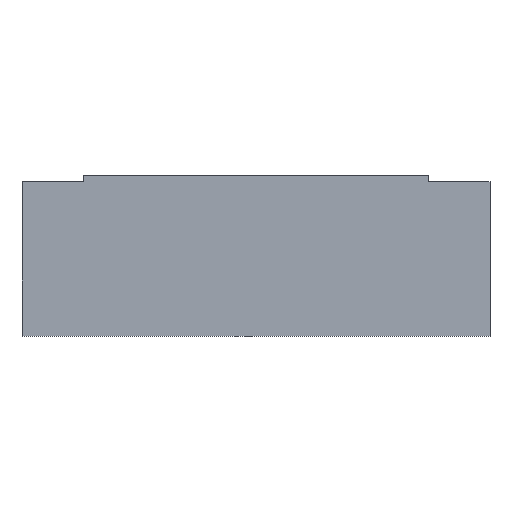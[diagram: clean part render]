
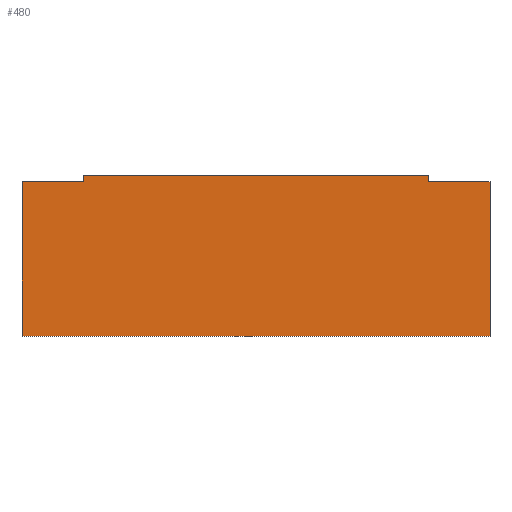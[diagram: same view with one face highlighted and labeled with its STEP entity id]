
A CAD part, top view. The second image highlights one B-rep face of the part: STEP entity #480.
In plain terms, the highlighted planar face has unit normal (0, 0, 1).
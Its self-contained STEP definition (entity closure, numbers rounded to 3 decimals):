
#9 = EDGE_CURVE ( 'NONE', #432, #423, #403, .T. ) ;
#12 = VERTEX_POINT ( 'NONE', #531 ) ;
#19 = ORIENTED_EDGE ( 'NONE', *, *, #267, .T. ) ;
#29 = LINE ( 'NONE', #149, #44 ) ;
#30 = CARTESIAN_POINT ( 'NONE',  ( -70., 33.85, 32.95 ) ) ;
#44 = VECTOR ( 'NONE', #175, 1000. ) ;
#59 = CARTESIAN_POINT ( 'NONE',  ( 70., 33.85, 32.95 ) ) ;
#67 = ORIENTED_EDGE ( 'NONE', *, *, #259, .T. ) ;
#73 = VERTEX_POINT ( 'NONE', #112 ) ;
#77 = VECTOR ( 'NONE', #245, 1000. ) ;
#81 = DIRECTION ( 'NONE',  ( 0., -1., 0. ) ) ;
#97 = VECTOR ( 'NONE', #449, 1000. ) ;
#112 = CARTESIAN_POINT ( 'NONE',  ( -95., -31.35, 32.95 ) ) ;
#118 = LINE ( 'NONE', #123, #97 ) ;
#123 = CARTESIAN_POINT ( 'NONE',  ( -70., 33.85, 32.95 ) ) ;
#133 = DIRECTION ( 'NONE',  ( 0., 1., 0. ) ) ;
#143 = ORIENTED_EDGE ( 'NONE', *, *, #158, .T. ) ;
#147 = PLANE ( 'NONE',  #178 ) ;
#149 = CARTESIAN_POINT ( 'NONE',  ( -70., 33.85, 32.95 ) ) ;
#153 = EDGE_LOOP ( 'NONE', ( #359, #67, #460, #407, #143, #19, #450, #203 ) ) ;
#158 = EDGE_CURVE ( 'NONE', #423, #201, #328, .T. ) ;
#175 = DIRECTION ( 'NONE',  ( -1., 0., 0. ) ) ;
#178 = AXIS2_PLACEMENT_3D ( 'NONE', #598, #483, #194 ) ;
#179 = DIRECTION ( 'NONE',  ( 1., 0., 0. ) ) ;
#183 = CARTESIAN_POINT ( 'NONE',  ( -70., 31.35, 32.95 ) ) ;
#190 = EDGE_CURVE ( 'NONE', #12, #73, #546, .T. ) ;
#194 = DIRECTION ( 'NONE',  ( 1., 0., 0. ) ) ;
#201 = VERTEX_POINT ( 'NONE', #59 ) ;
#202 = CARTESIAN_POINT ( 'NONE',  ( -95., -31.35, 32.95 ) ) ;
#203 = ORIENTED_EDGE ( 'NONE', *, *, #343, .T. ) ;
#210 = CARTESIAN_POINT ( 'NONE',  ( 70., 33.85, 32.95 ) ) ;
#214 = VECTOR ( 'NONE', #509, 1000. ) ;
#227 = CARTESIAN_POINT ( 'NONE',  ( -95., -31.35, 32.95 ) ) ;
#229 = CARTESIAN_POINT ( 'NONE',  ( 70., 31.35, 32.95 ) ) ;
#245 = DIRECTION ( 'NONE',  ( 0., 1., 0. ) ) ;
#259 = EDGE_CURVE ( 'NONE', #73, #457, #522, .T. ) ;
#261 = VERTEX_POINT ( 'NONE', #183 ) ;
#266 = VECTOR ( 'NONE', #507, 1000. ) ;
#267 = EDGE_CURVE ( 'NONE', #201, #361, #29, .T. ) ;
#313 = VECTOR ( 'NONE', #81, 1000. ) ;
#317 = EDGE_CURVE ( 'NONE', #361, #261, #118, .T. ) ;
#328 = LINE ( 'NONE', #210, #77 ) ;
#343 = EDGE_CURVE ( 'NONE', #261, #12, #579, .T. ) ;
#359 = ORIENTED_EDGE ( 'NONE', *, *, #190, .T. ) ;
#361 = VERTEX_POINT ( 'NONE', #30 ) ;
#367 = EDGE_CURVE ( 'NONE', #457, #432, #459, .T. ) ;
#403 = LINE ( 'NONE', #529, #266 ) ;
#407 = ORIENTED_EDGE ( 'NONE', *, *, #9, .T. ) ;
#412 = VECTOR ( 'NONE', #179, 1000. ) ;
#423 = VERTEX_POINT ( 'NONE', #229 ) ;
#429 = CARTESIAN_POINT ( 'NONE',  ( 95., 31.35, 32.95 ) ) ;
#432 = VERTEX_POINT ( 'NONE', #429 ) ;
#449 = DIRECTION ( 'NONE',  ( 0., -1., 0. ) ) ;
#450 = ORIENTED_EDGE ( 'NONE', *, *, #317, .T. ) ;
#457 = VERTEX_POINT ( 'NONE', #519 ) ;
#459 = LINE ( 'NONE', #511, #553 ) ;
#460 = ORIENTED_EDGE ( 'NONE', *, *, #367, .T. ) ;
#480 = ADVANCED_FACE ( 'NONE', ( #570 ), #147, .T. ) ;
#483 = DIRECTION ( 'NONE',  ( 0., 0., 1. ) ) ;
#492 = CARTESIAN_POINT ( 'NONE',  ( -70., 31.35, 32.95 ) ) ;
#507 = DIRECTION ( 'NONE',  ( -1., 0., 0. ) ) ;
#509 = DIRECTION ( 'NONE',  ( -1., 0., 0. ) ) ;
#511 = CARTESIAN_POINT ( 'NONE',  ( 95., -31.35, 32.95 ) ) ;
#519 = CARTESIAN_POINT ( 'NONE',  ( 95., -31.35, 32.95 ) ) ;
#522 = LINE ( 'NONE', #227, #412 ) ;
#529 = CARTESIAN_POINT ( 'NONE',  ( 70., 31.35, 32.95 ) ) ;
#531 = CARTESIAN_POINT ( 'NONE',  ( -95., 31.35, 32.95 ) ) ;
#546 = LINE ( 'NONE', #202, #313 ) ;
#553 = VECTOR ( 'NONE', #133, 1000. ) ;
#570 = FACE_OUTER_BOUND ( 'NONE', #153, .T. ) ;
#579 = LINE ( 'NONE', #492, #214 ) ;
#598 = CARTESIAN_POINT ( 'NONE',  ( 0., 0., 32.95 ) ) ;
